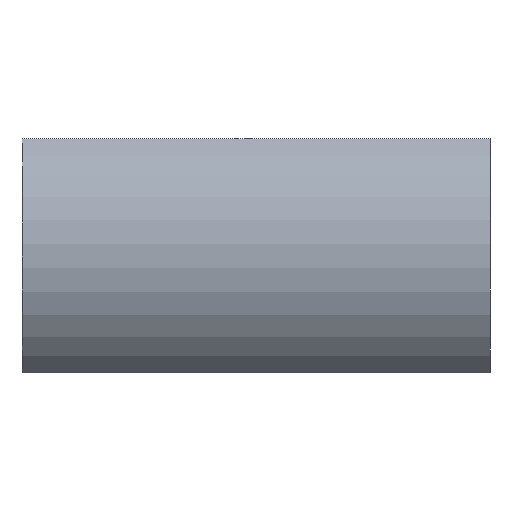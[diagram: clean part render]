
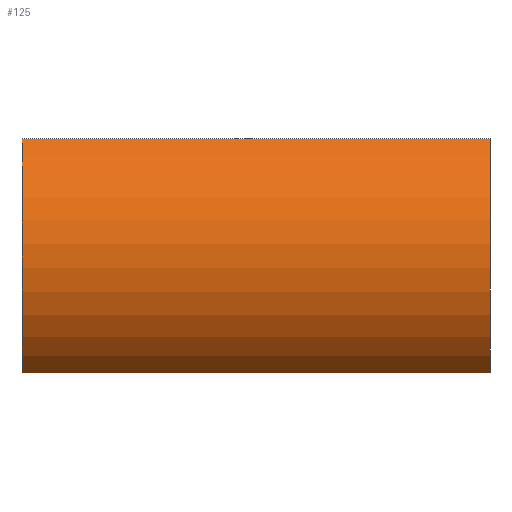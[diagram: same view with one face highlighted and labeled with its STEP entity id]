
A CAD part, left-side view. The second image highlights one B-rep face of the part: STEP entity #125.
In plain terms, the highlighted cylindrical face has radius 12.93 mm (diameter 25.86 mm), a partial arc.
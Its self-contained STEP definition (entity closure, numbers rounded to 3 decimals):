
#8 = VERTEX_POINT ( 'NONE', #104 ) ;
#12 = DIRECTION ( 'NONE',  ( 0., -1., 0. ) ) ;
#14 = CARTESIAN_POINT ( 'NONE',  ( -3.841, 40., 10. ) ) ;
#22 = CARTESIAN_POINT ( 'NONE',  ( -3.841, 40., -10. ) ) ;
#23 = VECTOR ( 'NONE', #12, 1000. ) ;
#30 = VERTEX_POINT ( 'NONE', #120 ) ;
#33 = ORIENTED_EDGE ( 'NONE', *, *, #111, .F. ) ;
#35 = EDGE_CURVE ( 'NONE', #119, #8, #203, .T. ) ;
#36 = EDGE_CURVE ( 'NONE', #8, #185, #122, .T. ) ;
#39 = DIRECTION ( 'NONE',  ( 0., -1., 0. ) ) ;
#49 = DIRECTION ( 'NONE',  ( 0., 0., -1. ) ) ;
#55 = DIRECTION ( 'NONE',  ( 0., 0., 1. ) ) ;
#66 = ORIENTED_EDGE ( 'NONE', *, *, #35, .T. ) ;
#72 = ORIENTED_EDGE ( 'NONE', *, *, #36, .T. ) ;
#80 = AXIS2_PLACEMENT_3D ( 'NONE', #140, #161, #153 ) ;
#85 = FACE_OUTER_BOUND ( 'NONE', #201, .T. ) ;
#86 = EDGE_CURVE ( 'NONE', #30, #185, #145, .T. ) ;
#94 = VECTOR ( 'NONE', #39, 1000. ) ;
#98 = DIRECTION ( 'NONE',  ( 0., 1., 0. ) ) ;
#99 = CARTESIAN_POINT ( 'NONE',  ( 4.355, 40., 0. ) ) ;
#104 = CARTESIAN_POINT ( 'NONE',  ( -3.841, 0., -10. ) ) ;
#106 = CARTESIAN_POINT ( 'NONE',  ( 4.355, 40., 0. ) ) ;
#111 = EDGE_CURVE ( 'NONE', #119, #30, #171, .T. ) ;
#119 = VERTEX_POINT ( 'NONE', #202 ) ;
#120 = CARTESIAN_POINT ( 'NONE',  ( -3.841, 40., 10. ) ) ;
#122 = CIRCLE ( 'NONE', #80, 12.93 ) ;
#125 = ADVANCED_FACE ( 'NONE', ( #85 ), #174, .T. ) ;
#140 = CARTESIAN_POINT ( 'NONE',  ( 4.355, 0., 0. ) ) ;
#143 = CARTESIAN_POINT ( 'NONE',  ( -3.841, 0., 10. ) ) ;
#145 = LINE ( 'NONE', #14, #94 ) ;
#152 = DIRECTION ( 'NONE',  ( 0., -1., 0. ) ) ;
#153 = DIRECTION ( 'NONE',  ( 0., 0., 1. ) ) ;
#155 = AXIS2_PLACEMENT_3D ( 'NONE', #106, #152, #49 ) ;
#161 = DIRECTION ( 'NONE',  ( 0., 1., 0. ) ) ;
#171 = CIRCLE ( 'NONE', #193, 12.93 ) ;
#174 = CYLINDRICAL_SURFACE ( 'NONE', #155, 12.93 ) ;
#185 = VERTEX_POINT ( 'NONE', #143 ) ;
#193 = AXIS2_PLACEMENT_3D ( 'NONE', #99, #98, #55 ) ;
#197 = ORIENTED_EDGE ( 'NONE', *, *, #86, .F. ) ;
#201 = EDGE_LOOP ( 'NONE', ( #72, #197, #33, #66 ) ) ;
#202 = CARTESIAN_POINT ( 'NONE',  ( -3.841, 40., -10. ) ) ;
#203 = LINE ( 'NONE', #22, #23 ) ;
